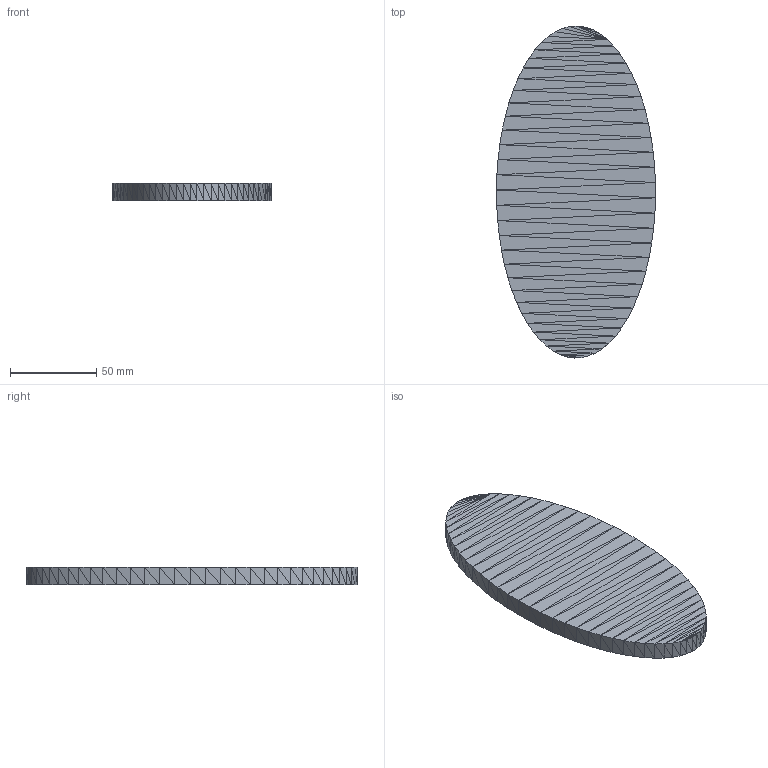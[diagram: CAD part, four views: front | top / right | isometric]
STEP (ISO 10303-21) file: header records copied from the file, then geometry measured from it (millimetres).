
FILE_DESCRIPTION (( 'STEP AP214' ), '1' );
FILE_NAME ('Porshen.STEP', '2017-11-18T19:30:36', ( '' ), ( '' ), 'SwSTEP 2.0', 'SolidWorks 2016', '' );
FILE_SCHEMA (( 'AUTOMOTIVE_DESIGN' ));
Length unit declared in the file: millimetre
Products named in the file (1): Porshen
Bounding box: 91.97 x 191.98 x 10 mm (x, y, z)
Volume: 138538.8 mm3; surface area: 32306.6 mm2
Topology: 1 solids, 1 shells, 272 faces, 408 edges, 138 vertices
Faces by surface type: plane 272
Entity records: 5350 total; most frequent: DIRECTION 954, CARTESIAN_POINT 819, ORIENTED_EDGE 816, EDGE_CURVE 408, VECTOR 408, LINE 408, AXIS2_PLACEMENT_3D 273, ADVANCED_FACE 272
